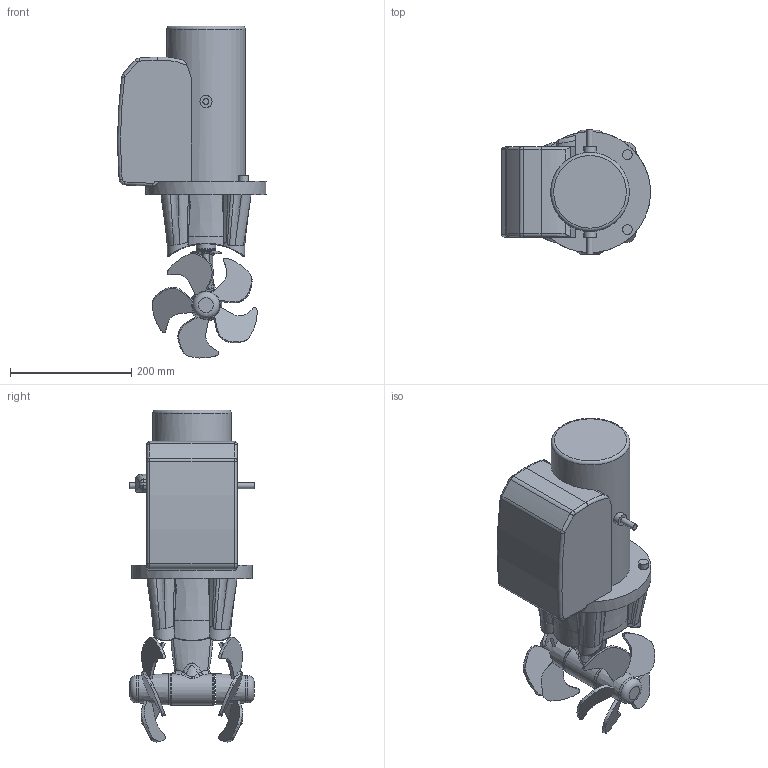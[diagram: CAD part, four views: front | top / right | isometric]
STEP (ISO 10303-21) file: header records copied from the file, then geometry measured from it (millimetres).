
FILE_DESCRIPTION(/* description */ (''),/* implementation_level */ '2;1');
FILE_NAME(/* name */ 'SE80_185mm.stp',/* time_stamp */ '2015-11-06T12:52:18+01:00',/* author */ ('elvira'),/* organization */ (''),/* preprocessor_version */ 'ST-DEVELOPER v15.6',/* originating_system */ 'Autodesk Inventor 2015',/* authorisation */ '');
FILE_SCHEMA (('AUTOMOTIVE_DESIGN { 1 0 10303 214 3 1 1 }'));
Length unit declared in the file: millimetre
Products named in the file (1): SM-117098
Bounding box: 246.19 x 208 x 548.72 mm (x, y, z)
Volume: 9124217.9 mm3; surface area: 435306.8 mm2
Topology: 3 solids, 3 shells, 334 faces, 857 edges, 549 vertices
Faces by surface type: bspline 192, plane 56, cylinder 53, cone 18, torus 13, sphere 2
Full cylindrical faces by diameter (mm): 10 x2, 16 x4, 20 x2, 32 x1, 44.7 x2, 130 x1, 200 x1
Entity records: 28073 total; most frequent: CARTESIAN_POINT 21085, ORIENTED_EDGE 1648, DIRECTION 828, EDGE_CURVE 824, VERTEX_POINT 539, B_SPLINE_CURVE_WITH_KNOTS 457, EDGE_LOOP 383, FACE_OUTER_BOUND 334
